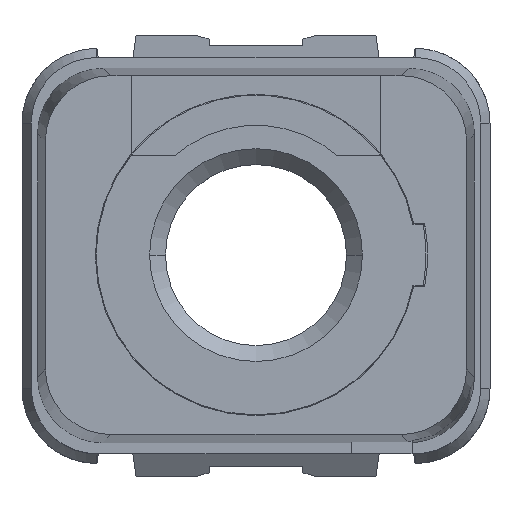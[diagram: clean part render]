
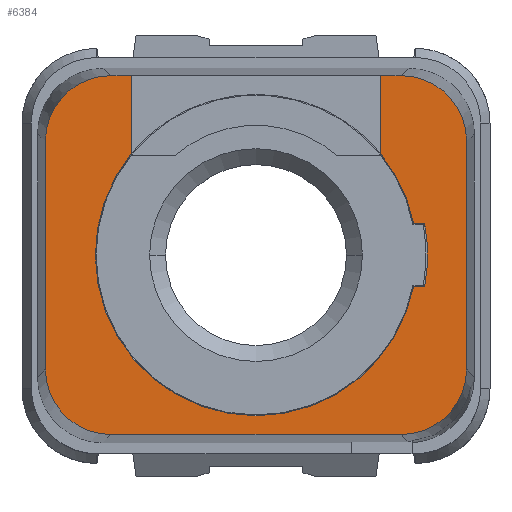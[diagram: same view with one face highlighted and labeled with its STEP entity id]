
A CAD part, top view. The second image highlights one B-rep face of the part: STEP entity #6384.
In plain terms, the highlighted planar face has unit normal (0, 0, 1).
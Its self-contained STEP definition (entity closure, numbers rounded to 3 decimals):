
#117=DIRECTION('',(0.,-1.,0.));
#118=VECTOR('',#117,2.506);
#119=CARTESIAN_POINT('',(4.,5.75,10.12));
#120=LINE('',#119,#118);
#121=DIRECTION('',(-1.,0.,0.));
#122=VECTOR('',#121,0.65);
#123=CARTESIAN_POINT('',(4.65,5.75,10.12));
#124=LINE('',#123,#122);
#125=CARTESIAN_POINT('',(4.65,3.65,10.12));
#126=DIRECTION('',(0.,0.,1.));
#127=DIRECTION('',(1.,0.,0.));
#128=AXIS2_PLACEMENT_3D('',#125,#126,#127);
#130=DIRECTION('',(0.,1.,0.));
#131=VECTOR('',#130,7.3);
#132=CARTESIAN_POINT('',(6.75,-3.65,10.12));
#133=LINE('',#132,#131);
#134=CARTESIAN_POINT('',(4.65,-3.65,10.12));
#135=DIRECTION('',(0.,0.,1.));
#136=DIRECTION('',(0.,-1.,0.));
#137=AXIS2_PLACEMENT_3D('',#134,#135,#136);
#139=DIRECTION('',(1.,0.,0.));
#140=VECTOR('',#139,9.3);
#141=CARTESIAN_POINT('',(-4.65,-5.75,10.12));
#142=LINE('',#141,#140);
#143=CARTESIAN_POINT('',(-4.65,-3.65,10.12));
#144=DIRECTION('',(0.,0.,1.));
#145=DIRECTION('',(-1.,0.,0.));
#146=AXIS2_PLACEMENT_3D('',#143,#144,#145);
#148=DIRECTION('',(0.,-1.,0.));
#149=VECTOR('',#148,7.3);
#150=CARTESIAN_POINT('',(-6.75,3.65,10.12));
#151=LINE('',#150,#149);
#152=CARTESIAN_POINT('',(-4.65,3.65,10.12));
#153=DIRECTION('',(0.,0.,1.));
#154=DIRECTION('',(0.,1.,0.));
#155=AXIS2_PLACEMENT_3D('',#152,#153,#154);
#157=DIRECTION('',(-1.,0.,0.));
#158=VECTOR('',#157,0.65);
#159=CARTESIAN_POINT('',(-4.,5.75,10.12));
#160=LINE('',#159,#158);
#161=DIRECTION('',(0.,-1.,0.));
#162=VECTOR('',#161,2.506);
#163=CARTESIAN_POINT('',(-4.,5.75,10.12));
#164=LINE('',#163,#162);
#165=CARTESIAN_POINT('',(0.,0.,10.12));
#166=DIRECTION('',(0.,0.,1.));
#167=DIRECTION('',(-0.777,0.63,0.));
#168=AXIS2_PLACEMENT_3D('',#165,#166,#167);
#170=CARTESIAN_POINT('',(0.,0.,10.12));
#171=DIRECTION('',(0.,0.,1.));
#172=DIRECTION('',(0.,-1.,0.));
#173=AXIS2_PLACEMENT_3D('',#170,#171,#172);
#175=DIRECTION('',(1.,0.,0.));
#176=VECTOR('',#175,0.356);
#177=CARTESIAN_POINT('',(5.052,-1.,10.12));
#178=LINE('',#177,#176);
#179=CARTESIAN_POINT('',(0.,0.,10.12));
#180=DIRECTION('',(0.,0.,1.));
#181=DIRECTION('',(0.983,-0.182,0.));
#182=AXIS2_PLACEMENT_3D('',#179,#180,#181);
#184=DIRECTION('',(-1.,0.,0.));
#185=VECTOR('',#184,0.356);
#186=CARTESIAN_POINT('',(5.408,1.,10.12));
#187=LINE('',#186,#185);
#188=CARTESIAN_POINT('',(0.,0.,10.12));
#189=DIRECTION('',(0.,0.,1.));
#190=DIRECTION('',(0.981,0.194,0.));
#191=AXIS2_PLACEMENT_3D('',#188,#189,#190);
#5142=CARTESIAN_POINT('',(-6.75,3.65,10.12));
#5143=CARTESIAN_POINT('',(-6.75,-3.65,10.12));
#5144=VERTEX_POINT('',#5142);
#5145=VERTEX_POINT('',#5143);
#5146=CARTESIAN_POINT('',(-4.65,-5.75,10.12));
#5147=VERTEX_POINT('',#5146);
#5148=CARTESIAN_POINT('',(4.65,-5.75,10.12));
#5149=VERTEX_POINT('',#5148);
#5150=CARTESIAN_POINT('',(6.75,-3.65,10.12));
#5151=VERTEX_POINT('',#5150);
#5152=CARTESIAN_POINT('',(6.75,3.65,10.12));
#5153=VERTEX_POINT('',#5152);
#5154=CARTESIAN_POINT('',(4.65,5.75,10.12));
#5155=VERTEX_POINT('',#5154);
#5156=CARTESIAN_POINT('',(-4.65,5.75,10.12));
#5157=VERTEX_POINT('',#5156);
#5536=CARTESIAN_POINT('',(5.052,-1.,10.12));
#5537=CARTESIAN_POINT('',(5.408,-1.,10.12));
#5538=VERTEX_POINT('',#5536);
#5539=VERTEX_POINT('',#5537);
#5540=CARTESIAN_POINT('',(5.408,1.,10.12));
#5541=VERTEX_POINT('',#5540);
#5542=CARTESIAN_POINT('',(5.052,1.,10.12));
#5543=VERTEX_POINT('',#5542);
#5548=CARTESIAN_POINT('',(0.,-5.15,10.12));
#5549=VERTEX_POINT('',#5548);
#6139=CARTESIAN_POINT('',(4.,5.75,10.12));
#6140=CARTESIAN_POINT('',(4.,3.244,10.12));
#6141=VERTEX_POINT('',#6139);
#6142=VERTEX_POINT('',#6140);
#6143=CARTESIAN_POINT('',(-4.,5.75,10.12));
#6144=CARTESIAN_POINT('',(-4.,3.244,10.12));
#6145=VERTEX_POINT('',#6143);
#6146=VERTEX_POINT('',#6144);
#6345=CARTESIAN_POINT('',(0.,0.,10.12));
#6346=DIRECTION('',(0.,0.,1.));
#6347=DIRECTION('',(1.,0.,0.));
#6348=AXIS2_PLACEMENT_3D('',#6345,#6346,#6347);
#6349=PLANE('',#6348);
#6351=ORIENTED_EDGE('',*,*,#6350,.F.);
#6353=ORIENTED_EDGE('',*,*,#6352,.F.);
#6355=ORIENTED_EDGE('',*,*,#6354,.F.);
#6357=ORIENTED_EDGE('',*,*,#6356,.F.);
#6358=ORIENTED_EDGE('',*,*,#6337,.F.);
#6359=ORIENTED_EDGE('',*,*,#6268,.F.);
#6361=ORIENTED_EDGE('',*,*,#6360,.F.);
#6363=ORIENTED_EDGE('',*,*,#6362,.F.);
#6365=ORIENTED_EDGE('',*,*,#6364,.F.);
#6367=ORIENTED_EDGE('',*,*,#6366,.F.);
#6369=ORIENTED_EDGE('',*,*,#6368,.T.);
#6371=ORIENTED_EDGE('',*,*,#6370,.T.);
#6373=ORIENTED_EDGE('',*,*,#6372,.T.);
#6375=ORIENTED_EDGE('',*,*,#6374,.T.);
#6377=ORIENTED_EDGE('',*,*,#6376,.T.);
#6379=ORIENTED_EDGE('',*,*,#6378,.T.);
#6381=ORIENTED_EDGE('',*,*,#6380,.T.);
#6382=EDGE_LOOP('',(#6351,#6353,#6355,#6357,#6358,#6359,#6361,#6363,#6365,#6367,
#6369,#6371,#6373,#6375,#6377,#6379,#6381));
#6383=FACE_OUTER_BOUND('',#6382,.F.);
#6384=ADVANCED_FACE('',(#6383),#6349,.T.);
#129=CIRCLE('',#128,2.1);
#138=CIRCLE('',#137,2.1);
#147=CIRCLE('',#146,2.1);
#156=CIRCLE('',#155,2.1);
#169=CIRCLE('',#168,5.15);
#174=CIRCLE('',#173,5.15);
#183=CIRCLE('',#182,5.5);
#192=CIRCLE('',#191,5.15);
#6268=EDGE_CURVE('',#5147,#5149,#142,.T.);
#6337=EDGE_CURVE('',#5149,#5151,#138,.T.);
#6350=EDGE_CURVE('',#6141,#6142,#120,.T.);
#6352=EDGE_CURVE('',#5155,#6141,#124,.T.);
#6354=EDGE_CURVE('',#5153,#5155,#129,.T.);
#6356=EDGE_CURVE('',#5151,#5153,#133,.T.);
#6360=EDGE_CURVE('',#5145,#5147,#147,.T.);
#6362=EDGE_CURVE('',#5144,#5145,#151,.T.);
#6364=EDGE_CURVE('',#5157,#5144,#156,.T.);
#6366=EDGE_CURVE('',#6145,#5157,#160,.T.);
#6368=EDGE_CURVE('',#6145,#6146,#164,.T.);
#6370=EDGE_CURVE('',#6146,#5549,#169,.T.);
#6372=EDGE_CURVE('',#5549,#5538,#174,.T.);
#6374=EDGE_CURVE('',#5538,#5539,#178,.T.);
#6376=EDGE_CURVE('',#5539,#5541,#183,.T.);
#6378=EDGE_CURVE('',#5541,#5543,#187,.T.);
#6380=EDGE_CURVE('',#5543,#6142,#192,.T.);
